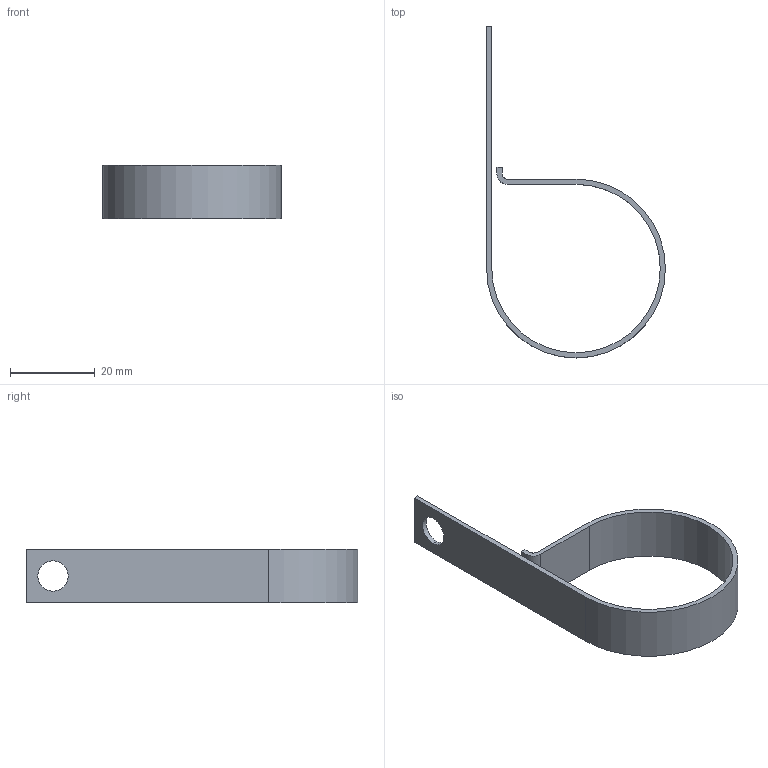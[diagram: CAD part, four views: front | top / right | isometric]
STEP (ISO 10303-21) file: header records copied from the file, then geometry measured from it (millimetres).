
FILE_DESCRIPTION (( 'STEP AP214' ), '1' );
FILE_NAME ('CJ 2509Z1.step', '2018-11-01T20:12:55', ( 'User' ), ( 'Microsoft' ), 'SwSTEP 2.0', 'SolidWorks 2018', '' );
FILE_SCHEMA (( 'AUTOMOTIVE_DESIGN' ));
Length unit declared in the file: inch
Products named in the file (1): CJ 2509Z1
Bounding box: 42.11 x 78.21 x 12.7 mm (x, y, z)
Volume: 2648.2 mm3; surface area: 4827.2 mm2
Topology: 1 solids, 1 shells, 16 faces, 42 edges, 28 vertices
Faces by surface type: plane 10, cylinder 6
Entity records: 542 total; most frequent: DIRECTION 88, CARTESIAN_POINT 87, ORIENTED_EDGE 84, EDGE_CURVE 42, VECTOR 30, LINE 30, AXIS2_PLACEMENT_3D 29, VERTEX_POINT 28
